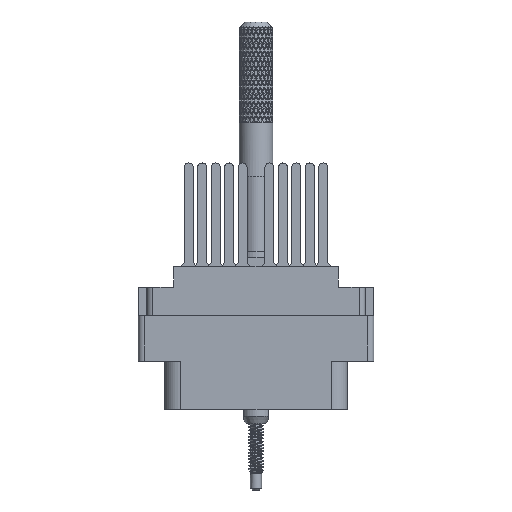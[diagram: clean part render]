
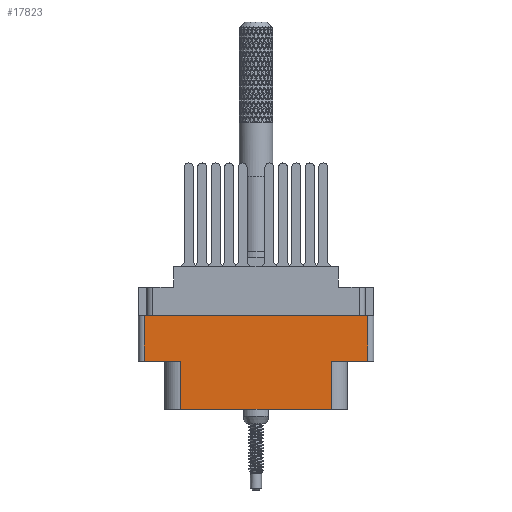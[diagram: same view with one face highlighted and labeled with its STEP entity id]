
A CAD part, front view. The second image highlights one B-rep face of the part: STEP entity #17823.
In plain terms, the highlighted planar face has unit normal (0, -1, 0).
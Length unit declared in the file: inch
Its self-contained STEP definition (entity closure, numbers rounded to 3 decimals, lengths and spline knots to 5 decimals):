
#2315 = EDGE_CURVE ( 'NONE', #21648, #181646, #175673, .T. ) ;
#5106 = CARTESIAN_POINT ( 'NONE',  ( 0., -0.343, -0.529 ) ) ;
#6181 = CARTESIAN_POINT ( 'NONE',  ( -0.42052, -0.343, -0.798 ) ) ;
#13590 = CARTESIAN_POINT ( 'NONE',  ( -0.42052, -0.343, -0.798 ) ) ;
#17013 = CARTESIAN_POINT ( 'NONE',  ( 0.624, -0.343, -0.798 ) ) ;
#17823 = ADVANCED_FACE ( 'NONE', ( #179977 ), #103646, .T. ) ;
#20162 = DIRECTION ( 'NONE',  ( 0., 0., -1. ) ) ;
#21648 = VERTEX_POINT ( 'NONE', #184684 ) ;
#30254 = DIRECTION ( 'NONE',  ( 0., 0., -1. ) ) ;
#30888 = DIRECTION ( 'NONE',  ( 1., 0., 0. ) ) ;
#31468 = EDGE_CURVE ( 'NONE', #117740, #125940, #57333, .T. ) ;
#31500 = CARTESIAN_POINT ( 'NONE',  ( -0.624, -0.343, -0.798 ) ) ;
#33687 = ORIENTED_EDGE ( 'NONE', *, *, #177094, .T. ) ;
#37843 = EDGE_CURVE ( 'NONE', #158134, #181646, #102267, .T. ) ;
#38008 = CARTESIAN_POINT ( 'NONE',  ( 0.624, -0.343, -0.529 ) ) ;
#38827 = LINE ( 'NONE', #149493, #43415 ) ;
#43415 = VECTOR ( 'NONE', #176770, 39.37008 ) ;
#44119 = ORIENTED_EDGE ( 'NONE', *, *, #109435, .T. ) ;
#46660 = DIRECTION ( 'NONE',  ( 0., 0., -1. ) ) ;
#49962 = CARTESIAN_POINT ( 'NONE',  ( -0.42052, -0.343, -0.529 ) ) ;
#51142 = VERTEX_POINT ( 'NONE', #85104 ) ;
#51238 = EDGE_CURVE ( 'NONE', #113660, #117740, #38827, .T. ) ;
#57333 = LINE ( 'NONE', #6181, #143399 ) ;
#58584 = VECTOR ( 'NONE', #144653, 39.37008 ) ;
#61538 = VECTOR ( 'NONE', #118392, 39.37008 ) ;
#63502 = LINE ( 'NONE', #5106, #155447 ) ;
#65271 = LINE ( 'NONE', #130168, #58584 ) ;
#69739 = ORIENTED_EDGE ( 'NONE', *, *, #51238, .T. ) ;
#71376 = VECTOR ( 'NONE', #30254, 39.37008 ) ;
#73089 = AXIS2_PLACEMENT_3D ( 'NONE', #133358, #163049, #46660 ) ;
#77257 = CARTESIAN_POINT ( 'NONE',  ( 0.624, -0.343, -0.274 ) ) ;
#80788 = VERTEX_POINT ( 'NONE', #141366 ) ;
#85104 = CARTESIAN_POINT ( 'NONE',  ( 0.42052, -0.343, -0.529 ) ) ;
#87098 = DIRECTION ( 'NONE',  ( 0., 0., 1. ) ) ;
#89212 = CARTESIAN_POINT ( 'NONE',  ( 0., -0.343, -0.274 ) ) ;
#98929 = EDGE_CURVE ( 'NONE', #158134, #51142, #63502, .T. ) ;
#102267 = LINE ( 'NONE', #17013, #61538 ) ;
#103646 = PLANE ( 'NONE',  #73089 ) ;
#109435 = EDGE_CURVE ( 'NONE', #125940, #80788, #65271, .T. ) ;
#113660 = VERTEX_POINT ( 'NONE', #186927 ) ;
#116297 = ORIENTED_EDGE ( 'NONE', *, *, #31468, .T. ) ;
#117740 = VERTEX_POINT ( 'NONE', #49962 ) ;
#118392 = DIRECTION ( 'NONE',  ( 0., 0., 1. ) ) ;
#119043 = LINE ( 'NONE', #31500, #71376 ) ;
#125940 = VERTEX_POINT ( 'NONE', #13590 ) ;
#130168 = CARTESIAN_POINT ( 'NONE',  ( -0.656, -0.343, -0.798 ) ) ;
#133358 = CARTESIAN_POINT ( 'NONE',  ( -0.656, -0.343, -0.798 ) ) ;
#136194 = DIRECTION ( 'NONE',  ( -1., 0., 0. ) ) ;
#136641 = LINE ( 'NONE', #144621, #177556 ) ;
#141366 = CARTESIAN_POINT ( 'NONE',  ( 0.42052, -0.343, -0.798 ) ) ;
#143399 = VECTOR ( 'NONE', #20162, 39.37008 ) ;
#144436 = ORIENTED_EDGE ( 'NONE', *, *, #2315, .F. ) ;
#144621 = CARTESIAN_POINT ( 'NONE',  ( 0.42052, -0.343, -0.529 ) ) ;
#144653 = DIRECTION ( 'NONE',  ( 1., 0., 0. ) ) ;
#149493 = CARTESIAN_POINT ( 'NONE',  ( 0., -0.343, -0.529 ) ) ;
#155447 = VECTOR ( 'NONE', #136194, 39.37008 ) ;
#158134 = VERTEX_POINT ( 'NONE', #38008 ) ;
#162042 = VECTOR ( 'NONE', #30888, 39.37008 ) ;
#162335 = ORIENTED_EDGE ( 'NONE', *, *, #98929, .F. ) ;
#163049 = DIRECTION ( 'NONE',  ( 0., -1., 0. ) ) ;
#164536 = EDGE_LOOP ( 'NONE', ( #144436, #174167, #69739, #116297, #44119, #33687, #162335, #186681 ) ) ;
#170613 = EDGE_CURVE ( 'NONE', #21648, #113660, #119043, .T. ) ;
#174167 = ORIENTED_EDGE ( 'NONE', *, *, #170613, .T. ) ;
#175673 = LINE ( 'NONE', #89212, #162042 ) ;
#176770 = DIRECTION ( 'NONE',  ( 1., 0., 0. ) ) ;
#177094 = EDGE_CURVE ( 'NONE', #80788, #51142, #136641, .T. ) ;
#177556 = VECTOR ( 'NONE', #87098, 39.37008 ) ;
#179977 = FACE_OUTER_BOUND ( 'NONE', #164536, .T. ) ;
#181646 = VERTEX_POINT ( 'NONE', #77257 ) ;
#184684 = CARTESIAN_POINT ( 'NONE',  ( -0.624, -0.343, -0.274 ) ) ;
#186681 = ORIENTED_EDGE ( 'NONE', *, *, #37843, .T. ) ;
#186927 = CARTESIAN_POINT ( 'NONE',  ( -0.624, -0.343, -0.529 ) ) ;
